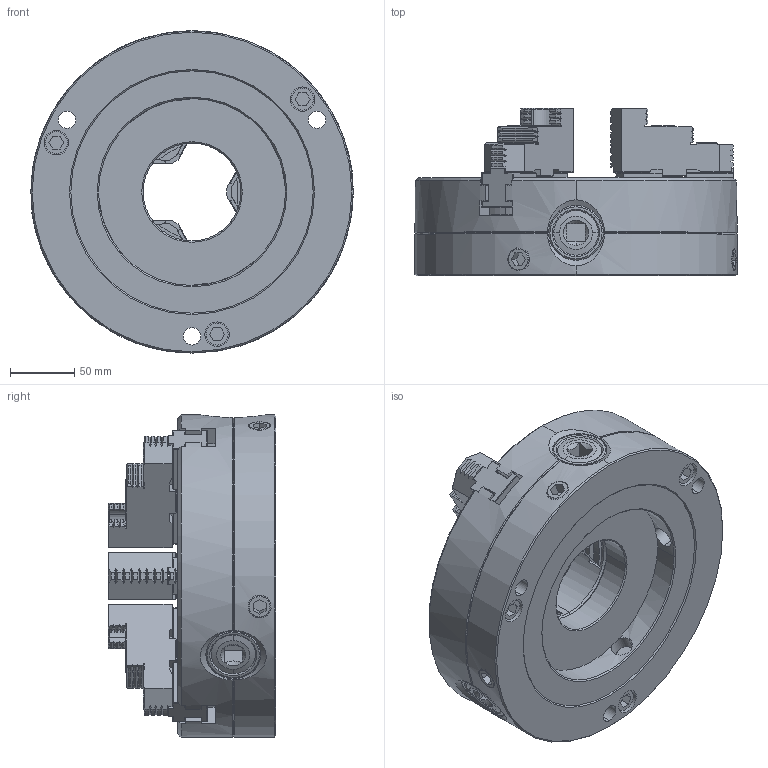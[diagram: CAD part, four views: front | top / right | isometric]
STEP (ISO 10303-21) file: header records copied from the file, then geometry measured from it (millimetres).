
FILE_DESCRIPTION (( 'STEP AP203' ), '1' );
FILE_NAME ('1-101-1000.STEP', '2023-06-02T01:39:45', ( '' ), ( '' ), 'SwSTEP 2.0', 'SolidWorks 2021', '' );
FILE_SCHEMA (( 'CONFIG_CONTROL_DESIGN' ));
Length unit declared in the file: millimetre
Products named in the file (6): part; 1-101-1000; tiaojeilouding1; A-Jaw-; part1-; part1
Assembly tree (10 placements, depth 4):
  1-101-1000
    part1-
      part1
        part
      tiaojeilouding1  x4
    A-Jaw-  x3
Bounding box: 250 x 130 x 250 mm (x, y, z)
Volume: 2861334.4 mm3; surface area: 333507.2 mm2
Topology: 5 solids, 17 shells, 1266 faces, 3756 edges, 2523 vertices
Faces by surface type: plane 623, cone 318, cylinder 295, bspline 18, torus 12
Entity records: 21334 total; most frequent: CARTESIAN_POINT 5525, ORIENTED_EDGE 3197, DIRECTION 3026, EDGE_CURVE 1666, VERTEX_POINT 1113, AXIS2_PLACEMENT_3D 1044, VECTOR 938, LINE 938
